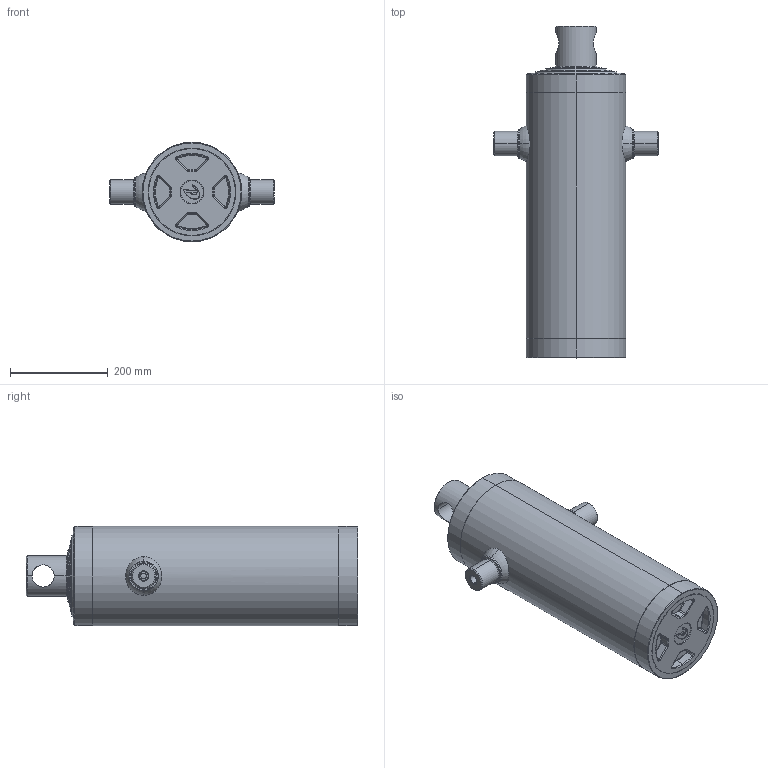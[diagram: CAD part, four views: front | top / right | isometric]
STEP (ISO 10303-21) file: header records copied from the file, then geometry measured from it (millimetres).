
FILE_DESCRIPTION (( 'STEP AP203' ), '1' );
FILE_NAME ('526.I.STEP', '2014-10-16T08:30:46', ( '' ), ( '' ), 'SwSTEP 2.0', 'SolidWorks 2013', '' );
FILE_SCHEMA (( 'CONFIG_CONTROL_DESIGN' ));
Length unit declared in the file: millimetre
Products named in the file (1): 526.I
Bounding box: 337 x 680 x 204 mm (x, y, z)
Surface area: 1542567.2 mm2 (no closed solid volume)
Topology: 0 solids, 18 shells, 245 faces, 667 edges, 420 vertices
Faces by surface type: cylinder 80, cone 74, torus 52, plane 32, bspline 7
Entity records: 9654 total; most frequent: CARTESIAN_POINT 3375, DIRECTION 1475, ORIENTED_EDGE 1102, EDGE_CURVE 667, AXIS2_PLACEMENT_3D 629, VERTEX_POINT 420, CIRCLE 390, EDGE_LOOP 265
